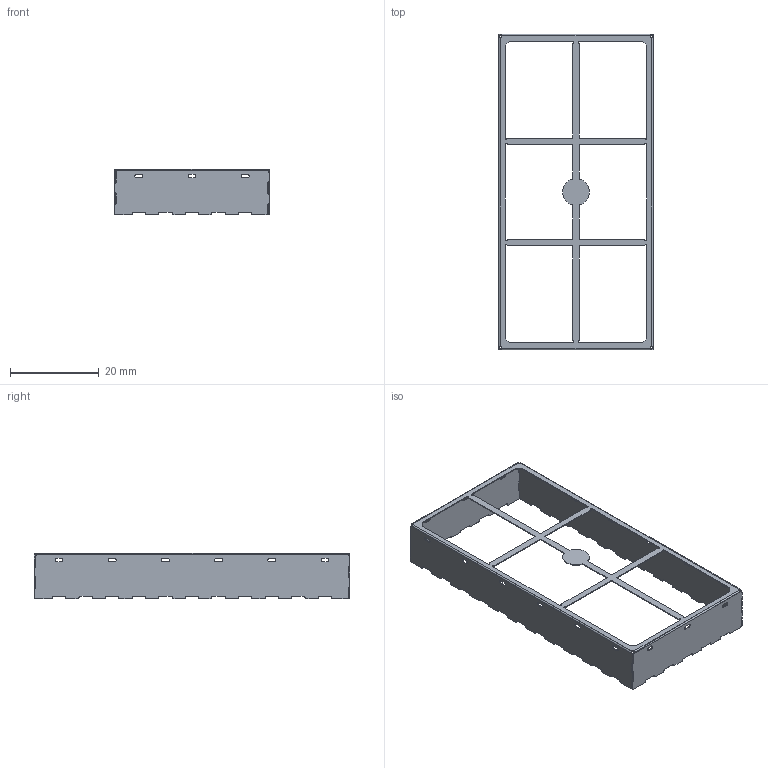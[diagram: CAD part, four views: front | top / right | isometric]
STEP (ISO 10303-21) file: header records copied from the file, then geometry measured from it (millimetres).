
FILE_DESCRIPTION(('FreeCAD Model'),'2;1');
FILE_NAME('Open CASCADE Shape Model','2024-02-21T10:08:37',( 'kicad StepUp'),('ksu MCAD'),'Open CASCADE STEP processor 7.6', 'FreeCAD','Unknown');
FILE_SCHEMA(('AUTOMOTIVE_DESIGN { 1 0 10303 214 1 1 1 1 }'));
Length unit declared in the file: millimetre
Products named in the file (1): BMI-S-226-F
Bounding box: 34.92 x 71.12 x 10.16 mm (x, y, z)
Volume: 505.1 mm3; surface area: 5220.8 mm2
Topology: 1 solids, 1 shells, 538 faces, 1576 edges, 1040 vertices
Faces by surface type: cylinder 274, plane 248, bspline 16
Entity records: 18226 total; most frequent: CARTESIAN_POINT 3467, ORIENTED_EDGE 3152, DIRECTION 3098, EDGE_CURVE 1576, AXIS2_PLACEMENT_3D 1055, VERTEX_POINT 1040, LINE 988, VECTOR 988
